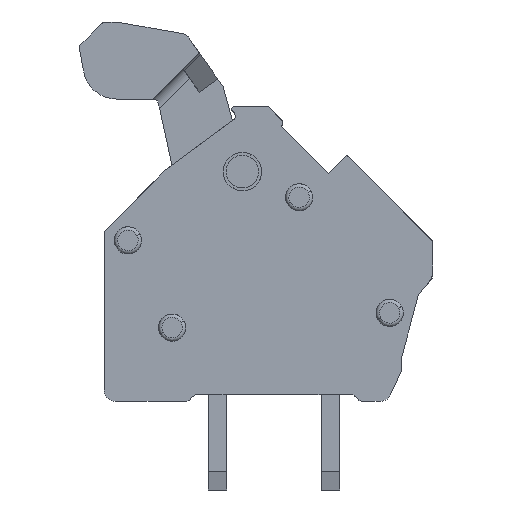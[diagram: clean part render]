
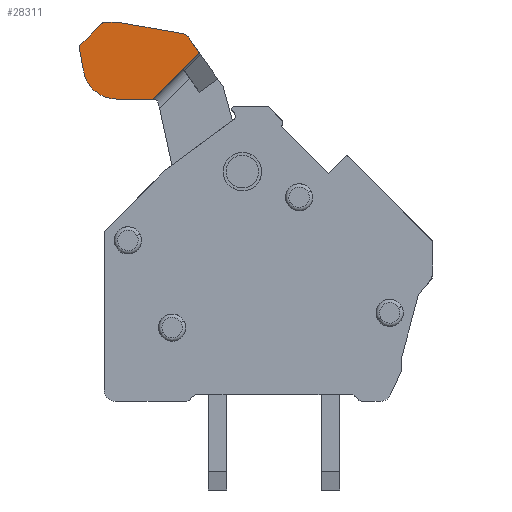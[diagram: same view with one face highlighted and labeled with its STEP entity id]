
A CAD part, left-side view. The second image highlights one B-rep face of the part: STEP entity #28311.
In plain terms, the highlighted planar face has unit normal (-1, 0, 0).
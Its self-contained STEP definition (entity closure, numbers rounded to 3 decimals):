
#27996=AXIS2_PLACEMENT_3D('Circle Axis2P3D',#27994,#27995,$) ;
#28234=AXIS2_PLACEMENT_3D('Plane Axis2P3D',#28231,#28232,#28233) ;
#28238=AXIS2_PLACEMENT_3D('Circle Axis2P3D',#28236,#28237,$) ;
#28254=AXIS2_PLACEMENT_3D('Circle Axis2P3D',#28252,#28253,$) ;
#28282=AXIS2_PLACEMENT_3D('Circle Axis2P3D',#28280,#28281,$) ;
#28287=AXIS2_PLACEMENT_3D('Circle Axis2P3D',#28285,#28286,$) ;
#27970=CARTESIAN_POINT('Vertex',(2.163,13.94,20.647)) ;
#27991=CARTESIAN_POINT('Vertex',(2.163,13.957,20.648)) ;
#27994=CARTESIAN_POINT('Axis2P3D Location',(2.163,13.957,20.548)) ;
#28086=CARTESIAN_POINT('Line Origine',(2.163,12.476,20.389)) ;
#28090=CARTESIAN_POINT('Vertex',(2.163,11.013,20.131)) ;
#28215=CARTESIAN_POINT('Vertex',(2.163,14.439,20.648)) ;
#28218=CARTESIAN_POINT('Line Origine',(2.163,14.198,20.648)) ;
#28231=CARTESIAN_POINT('Axis2P3D Location',(2.163,9.601,4.448)) ;
#28236=CARTESIAN_POINT('Axis2P3D Location',(2.163,15.501,19.548)) ;
#28240=CARTESIAN_POINT('Vertex',(2.163,15.572,19.619)) ;
#28242=CARTESIAN_POINT('Vertex',(2.163,15.6,19.531)) ;
#28245=CARTESIAN_POINT('Line Origine',(2.163,15.508,19.009)) ;
#28249=CARTESIAN_POINT('Vertex',(2.163,15.416,18.488)) ;
#28252=CARTESIAN_POINT('Axis2P3D Location',(2.163,13.938,18.748)) ;
#28256=CARTESIAN_POINT('Vertex',(2.163,13.938,17.248)) ;
#28259=CARTESIAN_POINT('Line Origine',(2.163,13.142,17.248)) ;
#28263=CARTESIAN_POINT('Vertex',(2.163,12.346,17.248)) ;
#28266=CARTESIAN_POINT('Line Origine',(2.163,11.323,18.271)) ;
#28270=CARTESIAN_POINT('Vertex',(2.163,10.301,19.293)) ;
#28273=CARTESIAN_POINT('Line Origine',(2.163,10.544,19.64)) ;
#28277=CARTESIAN_POINT('Vertex',(2.163,10.787,19.987)) ;
#28280=CARTESIAN_POINT('Axis2P3D Location',(2.163,11.073,19.786)) ;
#28285=CARTESIAN_POINT('Axis2P3D Location',(2.163,14.439,20.398)) ;
#28289=CARTESIAN_POINT('Vertex',(2.163,14.616,20.575)) ;
#28292=CARTESIAN_POINT('Line Origine',(2.163,15.094,20.097)) ;
#27995=DIRECTION('Axis2P3D Direction',(-1.,0.,0.)) ;
#28087=DIRECTION('Vector Direction',(0.,-0.985,-0.174)) ;
#28219=DIRECTION('Vector Direction',(0.,-1.,0.)) ;
#28232=DIRECTION('Axis2P3D Direction',(-1.,0.,0.)) ;
#28233=DIRECTION('Axis2P3D XDirection',(0.,-1.,0.)) ;
#28237=DIRECTION('Axis2P3D Direction',(-1.,0.,0.)) ;
#28246=DIRECTION('Vector Direction',(0.,0.174,0.985)) ;
#28253=DIRECTION('Axis2P3D Direction',(-1.,0.,0.)) ;
#28260=DIRECTION('Vector Direction',(0.,1.,0.)) ;
#28267=DIRECTION('Vector Direction',(0.,0.707,-0.707)) ;
#28274=DIRECTION('Vector Direction',(0.,0.574,0.819)) ;
#28281=DIRECTION('Axis2P3D Direction',(-1.,0.,0.)) ;
#28286=DIRECTION('Axis2P3D Direction',(-1.,0.,0.)) ;
#28293=DIRECTION('Vector Direction',(0.,-0.707,0.707)) ;
#28088=VECTOR('Line Direction',#28087,1.) ;
#28220=VECTOR('Line Direction',#28219,1.) ;
#28247=VECTOR('Line Direction',#28246,1.) ;
#28261=VECTOR('Line Direction',#28260,1.) ;
#28268=VECTOR('Line Direction',#28267,1.) ;
#28275=VECTOR('Line Direction',#28274,1.) ;
#28294=VECTOR('Line Direction',#28293,1.) ;
#28298=ORIENTED_EDGE('',*,*,#28244,.T.) ;
#28299=ORIENTED_EDGE('',*,*,#28251,.T.) ;
#28300=ORIENTED_EDGE('',*,*,#28258,.T.) ;
#28301=ORIENTED_EDGE('',*,*,#28265,.T.) ;
#28302=ORIENTED_EDGE('',*,*,#28272,.T.) ;
#28303=ORIENTED_EDGE('',*,*,#28279,.T.) ;
#28304=ORIENTED_EDGE('',*,*,#28284,.T.) ;
#28305=ORIENTED_EDGE('',*,*,#28092,.T.) ;
#28306=ORIENTED_EDGE('',*,*,#27998,.T.) ;
#28307=ORIENTED_EDGE('',*,*,#28222,.T.) ;
#28308=ORIENTED_EDGE('',*,*,#28291,.T.) ;
#28309=ORIENTED_EDGE('',*,*,#28296,.T.) ;
#28311=ADVANCED_FACE('LMZFL5.00_Lever.1\\Lever_LMZFL5.00.1',(#28310),#28235,.T.) ;
#27997=CIRCLE('generated circle',#27996,0.1) ;
#28239=CIRCLE('generated circle',#28238,0.1) ;
#28255=CIRCLE('generated circle',#28254,1.5) ;
#28283=CIRCLE('generated circle',#28282,0.35) ;
#28288=CIRCLE('generated circle',#28287,0.25) ;
#27998=EDGE_CURVE('',#27971,#27992,#27997,.T.) ;
#28092=EDGE_CURVE('',#28091,#27971,#28089,.F.) ;
#28222=EDGE_CURVE('',#27992,#28216,#28221,.F.) ;
#28244=EDGE_CURVE('',#28241,#28243,#28239,.T.) ;
#28251=EDGE_CURVE('',#28243,#28250,#28248,.F.) ;
#28258=EDGE_CURVE('',#28250,#28257,#28255,.T.) ;
#28265=EDGE_CURVE('',#28257,#28264,#28262,.F.) ;
#28272=EDGE_CURVE('',#28264,#28271,#28269,.F.) ;
#28279=EDGE_CURVE('',#28271,#28278,#28276,.T.) ;
#28284=EDGE_CURVE('',#28278,#28091,#28283,.T.) ;
#28291=EDGE_CURVE('',#28216,#28290,#28288,.T.) ;
#28296=EDGE_CURVE('',#28290,#28241,#28295,.F.) ;
#28297=EDGE_LOOP('',(#28298,#28299,#28300,#28301,#28302,#28303,#28304,#28305,#28306,#28307,#28308,#28309)) ;
#28310=FACE_OUTER_BOUND('',#28297,.T.) ;
#28089=LINE('Line',#28086,#28088) ;
#28221=LINE('Line',#28218,#28220) ;
#28248=LINE('Line',#28245,#28247) ;
#28262=LINE('Line',#28259,#28261) ;
#28269=LINE('Line',#28266,#28268) ;
#28276=LINE('Line',#28273,#28275) ;
#28295=LINE('Line',#28292,#28294) ;
#28235=PLANE('',#28234) ;
#27971=VERTEX_POINT('',#27970) ;
#27992=VERTEX_POINT('',#27991) ;
#28091=VERTEX_POINT('',#28090) ;
#28216=VERTEX_POINT('',#28215) ;
#28241=VERTEX_POINT('',#28240) ;
#28243=VERTEX_POINT('',#28242) ;
#28250=VERTEX_POINT('',#28249) ;
#28257=VERTEX_POINT('',#28256) ;
#28264=VERTEX_POINT('',#28263) ;
#28271=VERTEX_POINT('',#28270) ;
#28278=VERTEX_POINT('',#28277) ;
#28290=VERTEX_POINT('',#28289) ;
